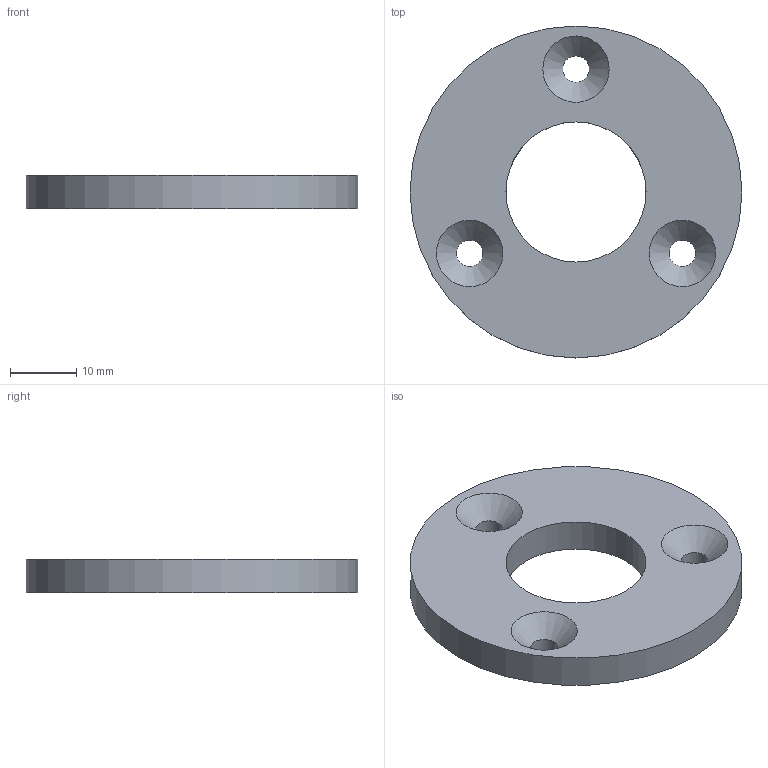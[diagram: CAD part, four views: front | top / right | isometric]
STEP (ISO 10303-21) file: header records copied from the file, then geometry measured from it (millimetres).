
FILE_DESCRIPTION(/* description */ (''),/* implementation_level */ '2;1');
FILE_NAME(/* name */ 'Olympus-LensRing.step',/* time_stamp */ '2016-10-20T18:32:25+02:00',/* author */ (''),/* organization */ (''),/* preprocessor_version */ 'ST-DEVELOPER v16.5',/* originating_system */ 'Autodesk Translation Framework v5.2.0.2031',/* authorisation */ '');
FILE_SCHEMA (('AUTOMOTIVE_DESIGN { 1 0 10303 214 3 1 1 }'));
Length unit declared in the file: centimetre
Products named in the file (1): Olympus-LensRing v1
Bounding box: 50 x 50 x 5 mm (x, y, z)
Volume: 7626.2 mm3; surface area: 4426.5 mm2
Topology: 1 solids, 1 shells, 10 faces, 21 edges, 13 vertices
Faces by surface type: cylinder 5, cone 3, plane 2
Full cylindrical faces by diameter (mm): 4 x3, 21.1 x1, 50 x1
Entity records: 291 total; most frequent: DIRECTION 48, CARTESIAN_POINT 37, EDGE_LOOP 26, ORIENTED_EDGE 26, AXIS2_PLACEMENT_3D 24, FACE_BOUND 16, CIRCLE 13, VERTEX_POINT 13
